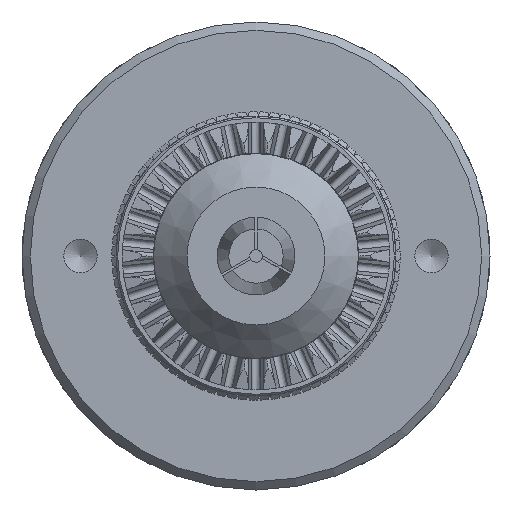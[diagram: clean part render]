
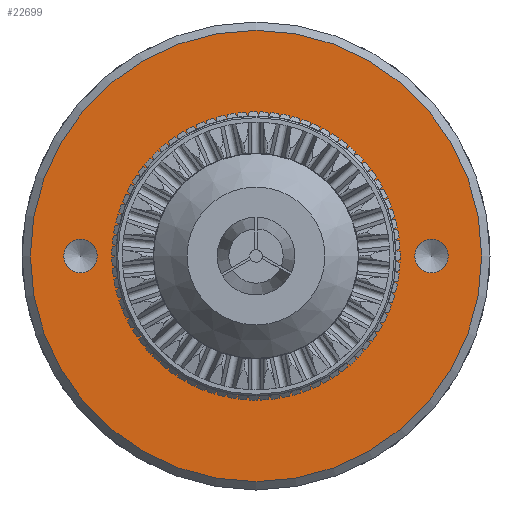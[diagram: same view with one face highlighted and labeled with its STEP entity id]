
A CAD part, left-side view. The second image highlights one B-rep face of the part: STEP entity #22699.
In plain terms, the highlighted planar face has unit normal (-1, 0, 0).
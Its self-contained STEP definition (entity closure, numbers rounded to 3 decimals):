
#320=FACE_BOUND('',#5568,.T.);
#321=FACE_BOUND('',#5569,.T.);
#322=FACE_BOUND('',#5570,.T.);
#411=PLANE('',#24194);
#4137=FACE_OUTER_BOUND('',#5567,.T.);
#5567=EDGE_LOOP('',(#14578,#14579));
#5568=EDGE_LOOP('',(#14580,#14581));
#5569=EDGE_LOOP('',(#14582,#14583));
#5570=EDGE_LOOP('',(#14584,#14585));
#6962=CIRCLE('',#24192,27.);
#6963=CIRCLE('',#24193,27.);
#6964=CIRCLE('',#24195,2.);
#6965=CIRCLE('',#24196,2.);
#6966=CIRCLE('',#24197,2.);
#6967=CIRCLE('',#24198,2.);
#6968=CIRCLE('',#24199,10.5);
#6969=CIRCLE('',#24200,10.5);
#8862=VERTEX_POINT('',#33941);
#8863=VERTEX_POINT('',#33943);
#8864=VERTEX_POINT('',#33947);
#8865=VERTEX_POINT('',#33948);
#8866=VERTEX_POINT('',#33951);
#8867=VERTEX_POINT('',#33952);
#8868=VERTEX_POINT('',#33955);
#8869=VERTEX_POINT('',#33956);
#10952=EDGE_CURVE('',#8862,#8863,#6962,.T.);
#10953=EDGE_CURVE('',#8863,#8862,#6963,.T.);
#10954=EDGE_CURVE('',#8864,#8865,#6964,.T.);
#10955=EDGE_CURVE('',#8865,#8864,#6965,.T.);
#10956=EDGE_CURVE('',#8866,#8867,#6966,.T.);
#10957=EDGE_CURVE('',#8867,#8866,#6967,.T.);
#10958=EDGE_CURVE('',#8868,#8869,#6968,.T.);
#10959=EDGE_CURVE('',#8869,#8868,#6969,.T.);
#14578=ORIENTED_EDGE('',*,*,#10953,.F.);
#14579=ORIENTED_EDGE('',*,*,#10952,.F.);
#14580=ORIENTED_EDGE('',*,*,#10954,.T.);
#14581=ORIENTED_EDGE('',*,*,#10955,.T.);
#14582=ORIENTED_EDGE('',*,*,#10956,.T.);
#14583=ORIENTED_EDGE('',*,*,#10957,.T.);
#14584=ORIENTED_EDGE('',*,*,#10958,.T.);
#14585=ORIENTED_EDGE('',*,*,#10959,.T.);
#22699=ADVANCED_FACE('',(#4137,#320,#321,#322),#411,.T.);
#24192=AXIS2_PLACEMENT_3D('',#33944,#27156,#27157);
#24193=AXIS2_PLACEMENT_3D('',#33945,#27158,#27159);
#24194=AXIS2_PLACEMENT_3D('',#33946,#27160,#27161);
#24195=AXIS2_PLACEMENT_3D('',#33949,#27162,#27163);
#24196=AXIS2_PLACEMENT_3D('',#33950,#27164,#27165);
#24197=AXIS2_PLACEMENT_3D('',#33953,#27166,#27167);
#24198=AXIS2_PLACEMENT_3D('',#33954,#27168,#27169);
#24199=AXIS2_PLACEMENT_3D('',#33957,#27170,#27171);
#24200=AXIS2_PLACEMENT_3D('',#33958,#27172,#27173);
#27156=DIRECTION('center_axis',(1.,0.,0.));
#27157=DIRECTION('ref_axis',(0.,-1.,0.));
#27158=DIRECTION('center_axis',(1.,0.,0.));
#27159=DIRECTION('ref_axis',(0.,-1.,0.));
#27160=DIRECTION('center_axis',(-1.,0.,0.));
#27161=DIRECTION('ref_axis',(0.,0.,
-1.));
#27162=DIRECTION('center_axis',(1.,0.,0.));
#27163=DIRECTION('ref_axis',(0.,0.,
-1.));
#27164=DIRECTION('center_axis',(1.,0.,0.));
#27165=DIRECTION('ref_axis',(0.,0.,
-1.));
#27166=DIRECTION('center_axis',(1.,0.,0.));
#27167=DIRECTION('ref_axis',(0.,0.,
-1.));
#27168=DIRECTION('center_axis',(1.,0.,0.));
#27169=DIRECTION('ref_axis',(0.,0.,
-1.));
#27170=DIRECTION('center_axis',(1.,0.,0.));
#27171=DIRECTION('ref_axis',(0.,-1.,0.));
#27172=DIRECTION('center_axis',(1.,0.,0.));
#27173=DIRECTION('ref_axis',(0.,-1.,0.));
#33941=CARTESIAN_POINT('',(-101.,27.,0.));
#33943=CARTESIAN_POINT('',(-101.,-27.,0.));
#33944=CARTESIAN_POINT('Origin',(-101.,0.,0.));
#33945=CARTESIAN_POINT('Origin',(-101.,0.,0.));
#33946=CARTESIAN_POINT('Origin',(-101.,-18.75,0.));
#33947=CARTESIAN_POINT('',(-101.,-21.,-2.));
#33948=CARTESIAN_POINT('',(-101.,-21.,2.));
#33949=CARTESIAN_POINT('Origin',(-101.,-21.,0.));
#33950=CARTESIAN_POINT('Origin',(-101.,-21.,0.));
#33951=CARTESIAN_POINT('',(-101.,21.,-2.));
#33952=CARTESIAN_POINT('',(-101.,21.,2.));
#33953=CARTESIAN_POINT('Origin',(-101.,21.,0.));
#33954=CARTESIAN_POINT('Origin',(-101.,21.,0.));
#33955=CARTESIAN_POINT('',(-101.,-10.5,0.));
#33956=CARTESIAN_POINT('',(-101.,10.5,0.));
#33957=CARTESIAN_POINT('Origin',(-101.,0.,0.));
#33958=CARTESIAN_POINT('Origin',(-101.,0.,0.));
